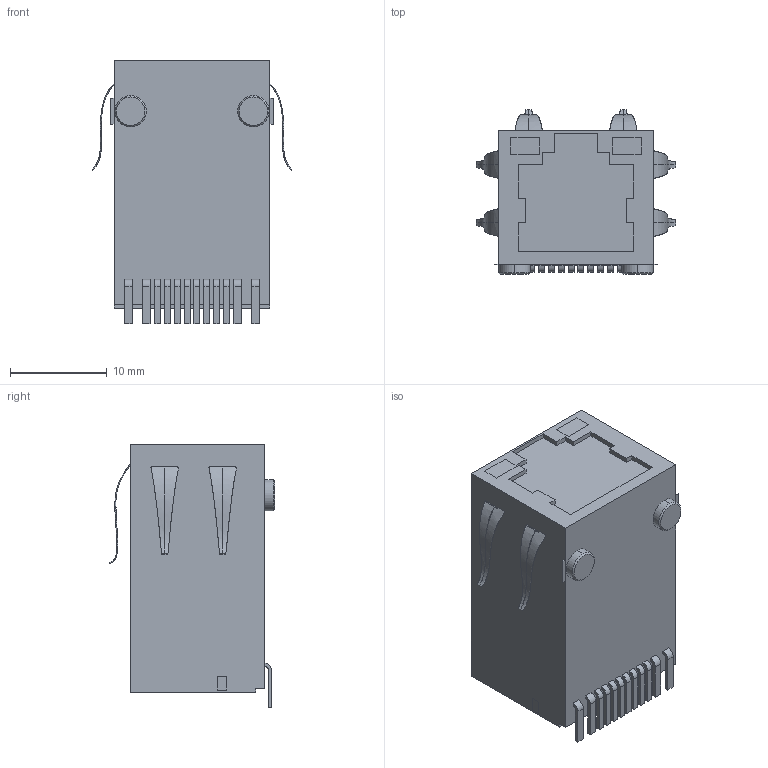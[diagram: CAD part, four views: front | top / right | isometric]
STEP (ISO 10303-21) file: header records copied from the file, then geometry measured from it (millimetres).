
FILE_DESCRIPTION (( 'STEP AP214' ), '1' );
FILE_NAME ('User Library-ARJE-0034.STEP', '2020-04-03T05:11:22', ( '' ), ( '' ), 'SwSTEP 2.0', 'SolidWorks 2019', '' );
FILE_SCHEMA (( 'AUTOMOTIVE_DESIGN' ));
Length unit declared in the file: millimetre
Products named in the file (1): User Library-ARJE-0034
Bounding box: 20.65 x 17.08 x 27.28 mm (x, y, z)
Volume: 5705.2 mm3; surface area: 2347.9 mm2
Topology: 1 solids, 1 shells, 283 faces, 770 edges, 528 vertices
Faces by surface type: plane 197, bspline 54, cylinder 28, cone 4
Entity records: 14243 total; most frequent: CARTESIAN_POINT 7156, ORIENTED_EDGE 1540, DIRECTION 1134, EDGE_CURVE 770, LINE 554, VECTOR 554, VERTEX_POINT 528, EDGE_LOOP 322
